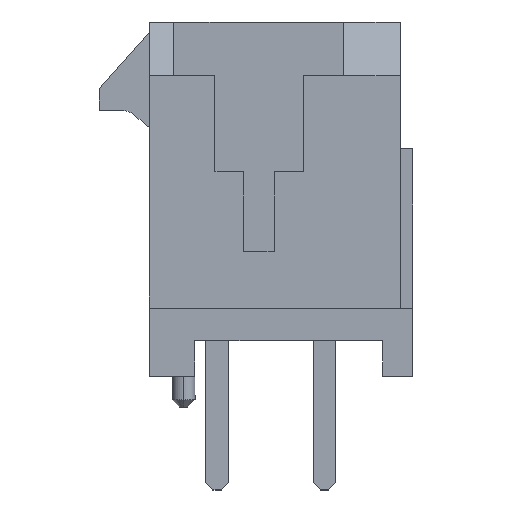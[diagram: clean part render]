
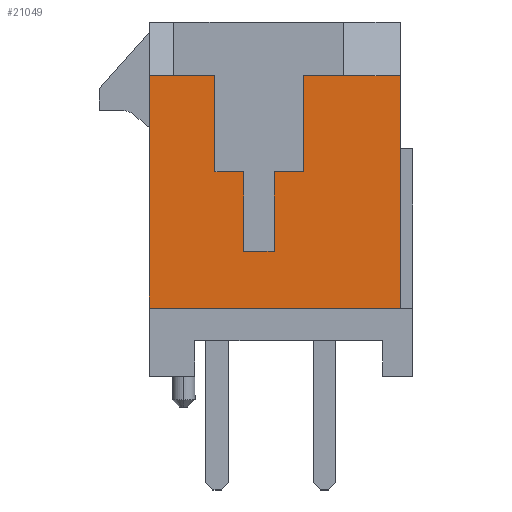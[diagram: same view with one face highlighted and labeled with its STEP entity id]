
A CAD part, left-side view. The second image highlights one B-rep face of the part: STEP entity #21049.
In plain terms, the highlighted planar face has unit normal (-1, 0, 0).
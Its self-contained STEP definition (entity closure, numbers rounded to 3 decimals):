
#30 = EDGE_CURVE ( 'NONE', #5013, #18883, #13454, .T. ) ;
#204 = CARTESIAN_POINT ( 'NONE',  ( -13.825, -0.905, 5.72 ) ) ;
#811 = CARTESIAN_POINT ( 'NONE',  ( -13.825, -3.97, 8.41 ) ) ;
#892 = VERTEX_POINT ( 'NONE', #17207 ) ;
#1112 = VECTOR ( 'NONE', #17807, 1000. ) ;
#1544 = DIRECTION ( 'NONE',  ( 0., 0., 1. ) ) ;
#1564 = ORIENTED_EDGE ( 'NONE', *, *, #4124, .F. ) ;
#1939 = LINE ( 'NONE', #11621, #14427 ) ;
#2193 = VECTOR ( 'NONE', #21984, 1000. ) ;
#2352 = ORIENTED_EDGE ( 'NONE', *, *, #28395, .T. ) ;
#2360 = EDGE_CURVE ( 'NONE', #7685, #30171, #22777, .T. ) ;
#2416 = VECTOR ( 'NONE', #16062, 1000. ) ;
#2925 = PLANE ( 'NONE',  #5391 ) ;
#3475 = LINE ( 'NONE', #27712, #17596 ) ;
#3612 = VERTEX_POINT ( 'NONE', #6285 ) ;
#3849 = CARTESIAN_POINT ( 'NONE',  ( -13.825, 3.4, 1.91 ) ) ;
#4124 = EDGE_CURVE ( 'NONE', #21537, #18795, #12674, .T. ) ;
#4146 = DIRECTION ( 'NONE',  ( 0., 0., -1. ) ) ;
#4377 = CARTESIAN_POINT ( 'NONE',  ( -13.825, 0.764, 5.72 ) ) ;
#4854 = CARTESIAN_POINT ( 'NONE',  ( -13.825, 2.713, 8.41 ) ) ;
#5013 = VERTEX_POINT ( 'NONE', #29520 ) ;
#5391 = AXIS2_PLACEMENT_3D ( 'NONE', #10528, #20678, #15448 ) ;
#6019 = DIRECTION ( 'NONE',  ( 0., 1., 0. ) ) ;
#6285 = CARTESIAN_POINT ( 'NONE',  ( -13.825, -3.62, 8.41 ) ) ;
#6558 = CARTESIAN_POINT ( 'NONE',  ( -13.825, 1.563, 8.41 ) ) ;
#6809 = CARTESIAN_POINT ( 'NONE',  ( -13.825, 2.713, 8.41 ) ) ;
#7324 = VECTOR ( 'NONE', #28208, 1000. ) ;
#7489 = CARTESIAN_POINT ( 'NONE',  ( -13.825, 3.4, 1.91 ) ) ;
#7575 = LINE ( 'NONE', #26752, #2193 ) ;
#7685 = VERTEX_POINT ( 'NONE', #31017 ) ;
#8293 = DIRECTION ( 'NONE',  ( 0., 0., -1. ) ) ;
#9104 = ORIENTED_EDGE ( 'NONE', *, *, #29301, .F. ) ;
#9258 = VERTEX_POINT ( 'NONE', #4377 ) ;
#9277 = EDGE_CURVE ( 'NONE', #21537, #3612, #21013, .T. ) ;
#9601 = FACE_OUTER_BOUND ( 'NONE', #20736, .T. ) ;
#9656 = EDGE_CURVE ( 'NONE', #892, #25319, #3475, .T. ) ;
#10458 = ORIENTED_EDGE ( 'NONE', *, *, #11070, .T. ) ;
#10528 = CARTESIAN_POINT ( 'NONE',  ( -13.825, 3.4, 1.91 ) ) ;
#10594 = EDGE_CURVE ( 'NONE', #18883, #19210, #7575, .T. ) ;
#10755 = CARTESIAN_POINT ( 'NONE',  ( -13.825, 3.4, 3.491 ) ) ;
#10795 = ORIENTED_EDGE ( 'NONE', *, *, #2360, .T. ) ;
#10959 = CARTESIAN_POINT ( 'NONE',  ( -13.825, -0.092, 5.72 ) ) ;
#11070 = EDGE_CURVE ( 'NONE', #9258, #892, #18540, .T. ) ;
#11140 = VECTOR ( 'NONE', #4146, 1000. ) ;
#11182 = EDGE_CURVE ( 'NONE', #5013, #18019, #28519, .T. ) ;
#11243 = CARTESIAN_POINT ( 'NONE',  ( -13.825, 3.4, 5.72 ) ) ;
#11294 = LINE ( 'NONE', #16073, #14364 ) ;
#11576 = CARTESIAN_POINT ( 'NONE',  ( -13.825, -0.905, 1.91 ) ) ;
#11621 = CARTESIAN_POINT ( 'NONE',  ( -13.825, 2.713, 8.41 ) ) ;
#12591 = EDGE_CURVE ( 'NONE', #14450, #25319, #1939, .T. ) ;
#12674 = LINE ( 'NONE', #7489, #28858 ) ;
#13448 = VERTEX_POINT ( 'NONE', #14704 ) ;
#13454 = LINE ( 'NONE', #11576, #11140 ) ;
#13797 = ORIENTED_EDGE ( 'NONE', *, *, #11182, .F. ) ;
#14280 = CARTESIAN_POINT ( 'NONE',  ( -13.825, -3.97, 8.41 ) ) ;
#14364 = VECTOR ( 'NONE', #8293, 1000. ) ;
#14427 = VECTOR ( 'NONE', #30984, 1000. ) ;
#14450 = VERTEX_POINT ( 'NONE', #4854 ) ;
#14704 = CARTESIAN_POINT ( 'NONE',  ( -13.825, 3.4, 8.41 ) ) ;
#15448 = DIRECTION ( 'NONE',  ( 0., 1., 0. ) ) ;
#15644 = EDGE_CURVE ( 'NONE', #30171, #9258, #21258, .T. ) ;
#16062 = DIRECTION ( 'NONE',  ( 0., 0., 1. ) ) ;
#16073 = CARTESIAN_POINT ( 'NONE',  ( -13.825, -0.092, 1.91 ) ) ;
#16212 = LINE ( 'NONE', #14280, #30116 ) ;
#17207 = CARTESIAN_POINT ( 'NONE',  ( -13.825, 1.563, 5.72 ) ) ;
#17429 = ORIENTED_EDGE ( 'NONE', *, *, #10594, .T. ) ;
#17458 = ORIENTED_EDGE ( 'NONE', *, *, #9277, .T. ) ;
#17596 = VECTOR ( 'NONE', #1544, 1000. ) ;
#17807 = DIRECTION ( 'NONE',  ( 0., 1., 0. ) ) ;
#18019 = VERTEX_POINT ( 'NONE', #25557 ) ;
#18485 = CARTESIAN_POINT ( 'NONE',  ( -13.825, -3.62, 1.91 ) ) ;
#18540 = LINE ( 'NONE', #11243, #7324 ) ;
#18573 = VECTOR ( 'NONE', #23170, 1000. ) ;
#18754 = ORIENTED_EDGE ( 'NONE', *, *, #31107, .T. ) ;
#18795 = VERTEX_POINT ( 'NONE', #28671 ) ;
#18883 = VERTEX_POINT ( 'NONE', #204 ) ;
#19210 = VERTEX_POINT ( 'NONE', #10959 ) ;
#20500 = ORIENTED_EDGE ( 'NONE', *, *, #15644, .T. ) ;
#20678 = DIRECTION ( 'NONE',  ( 1., 0., 0. ) ) ;
#20736 = EDGE_LOOP ( 'NONE', ( #13797, #25253, #17429, #18754, #10795, #20500, #10458, #30263, #26476, #2352, #9104, #1564, #17458, #20837 ) ) ;
#20837 = ORIENTED_EDGE ( 'NONE', *, *, #25219, .T. ) ;
#21013 = LINE ( 'NONE', #18485, #21073 ) ;
#21049 = ADVANCED_FACE ( 'NONE', ( #9601 ), #2925, .F. ) ;
#21073 = VECTOR ( 'NONE', #23363, 1000. ) ;
#21258 = LINE ( 'NONE', #23629, #2416 ) ;
#21368 = DIRECTION ( 'NONE',  ( 0., -1., 0. ) ) ;
#21537 = VERTEX_POINT ( 'NONE', #30288 ) ;
#21984 = DIRECTION ( 'NONE',  ( 0., 1., 0. ) ) ;
#22696 = LINE ( 'NONE', #811, #1112 ) ;
#22777 = LINE ( 'NONE', #10755, #26850 ) ;
#23170 = DIRECTION ( 'NONE',  ( 0., 0., 1. ) ) ;
#23363 = DIRECTION ( 'NONE',  ( 0., 0., 1. ) ) ;
#23629 = CARTESIAN_POINT ( 'NONE',  ( -13.825, 0.764, 1.91 ) ) ;
#23947 = DIRECTION ( 'NONE',  ( 0., 1., 0. ) ) ;
#25219 = EDGE_CURVE ( 'NONE', #3612, #18019, #22696, .T. ) ;
#25253 = ORIENTED_EDGE ( 'NONE', *, *, #30, .T. ) ;
#25319 = VERTEX_POINT ( 'NONE', #6558 ) ;
#25557 = CARTESIAN_POINT ( 'NONE',  ( -13.825, -2.037, 8.41 ) ) ;
#26476 = ORIENTED_EDGE ( 'NONE', *, *, #12591, .F. ) ;
#26752 = CARTESIAN_POINT ( 'NONE',  ( -13.825, 3.4, 5.72 ) ) ;
#26850 = VECTOR ( 'NONE', #6019, 1000. ) ;
#27712 = CARTESIAN_POINT ( 'NONE',  ( -13.825, 1.563, 1.91 ) ) ;
#28101 = LINE ( 'NONE', #3849, #18573 ) ;
#28208 = DIRECTION ( 'NONE',  ( 0., 1., 0. ) ) ;
#28395 = EDGE_CURVE ( 'NONE', #14450, #13448, #16212, .T. ) ;
#28519 = LINE ( 'NONE', #6809, #29605 ) ;
#28671 = CARTESIAN_POINT ( 'NONE',  ( -13.825, 3.4, 1.91 ) ) ;
#28858 = VECTOR ( 'NONE', #29364, 1000. ) ;
#29301 = EDGE_CURVE ( 'NONE', #18795, #13448, #28101, .T. ) ;
#29364 = DIRECTION ( 'NONE',  ( 0., 1., 0. ) ) ;
#29520 = CARTESIAN_POINT ( 'NONE',  ( -13.825, -0.905, 8.41 ) ) ;
#29605 = VECTOR ( 'NONE', #21368, 1000. ) ;
#30116 = VECTOR ( 'NONE', #23947, 1000. ) ;
#30171 = VERTEX_POINT ( 'NONE', #31191 ) ;
#30263 = ORIENTED_EDGE ( 'NONE', *, *, #9656, .T. ) ;
#30288 = CARTESIAN_POINT ( 'NONE',  ( -13.825, -3.62, 1.91 ) ) ;
#30984 = DIRECTION ( 'NONE',  ( 0., -1., 0. ) ) ;
#31017 = CARTESIAN_POINT ( 'NONE',  ( -13.825, -0.092, 3.491 ) ) ;
#31107 = EDGE_CURVE ( 'NONE', #19210, #7685, #11294, .T. ) ;
#31191 = CARTESIAN_POINT ( 'NONE',  ( -13.825, 0.764, 3.491 ) ) ;
